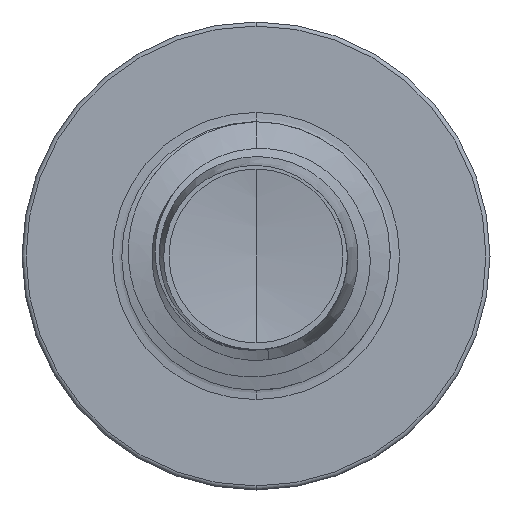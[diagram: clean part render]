
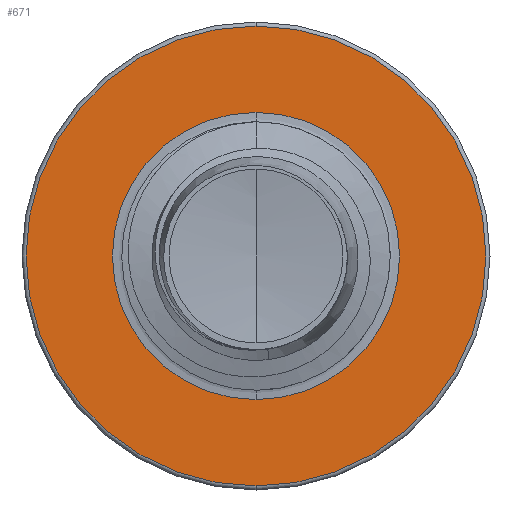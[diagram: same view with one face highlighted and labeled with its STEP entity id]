
A CAD part, front view. The second image highlights one B-rep face of the part: STEP entity #671.
In plain terms, the highlighted planar face has unit normal (0, -1, 0).
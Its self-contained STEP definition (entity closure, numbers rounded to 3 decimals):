
#128 = AXIS2_PLACEMENT_3D ( 'NONE', #10234, #6261, #1038 ) ;
#671 = ADVANCED_FACE ( 'NONE', ( #4638, #1232 ), #9991, .F. ) ;
#810 = VERTEX_POINT ( 'NONE', #6629 ) ;
#1038 = DIRECTION ( 'NONE',  ( 0., 0., 1. ) ) ;
#1232 = FACE_BOUND ( 'NONE', #3813, .T. ) ;
#1649 = CARTESIAN_POINT ( 'NONE',  ( 0., 3., 0. ) ) ;
#2635 = DIRECTION ( 'NONE',  ( 0., 0., 1. ) ) ;
#2805 = CARTESIAN_POINT ( 'NONE',  ( 0., 3., 0. ) ) ;
#2817 = CARTESIAN_POINT ( 'NONE',  ( 0., 3., 0. ) ) ;
#2993 = EDGE_CURVE ( 'NONE', #7538, #810, #10186, .T. ) ;
#3272 = ORIENTED_EDGE ( 'NONE', *, *, #3616, .T. ) ;
#3616 = EDGE_CURVE ( 'NONE', #5278, #6467, #9668, .T. ) ;
#3752 = DIRECTION ( 'NONE',  ( 0., 0., 1. ) ) ;
#3764 = DIRECTION ( 'NONE',  ( 0., 0., 1. ) ) ;
#3813 = EDGE_LOOP ( 'NONE', ( #3272, #9141 ) ) ;
#4638 = FACE_OUTER_BOUND ( 'NONE', #7324, .T. ) ;
#4672 = CARTESIAN_POINT ( 'NONE',  ( 0., 3., -1.872 ) ) ;
#4953 = EDGE_CURVE ( 'NONE', #810, #7538, #6720, .T. ) ;
#5278 = VERTEX_POINT ( 'NONE', #6730 ) ;
#5311 = ORIENTED_EDGE ( 'NONE', *, *, #2993, .F. ) ;
#5621 = AXIS2_PLACEMENT_3D ( 'NONE', #2817, #8077, #3764 ) ;
#6261 = DIRECTION ( 'NONE',  ( 0., 1., 0. ) ) ;
#6467 = VERTEX_POINT ( 'NONE', #4672 ) ;
#6629 = CARTESIAN_POINT ( 'NONE',  ( 0., 3., 2.998 ) ) ;
#6675 = AXIS2_PLACEMENT_3D ( 'NONE', #1649, #7317, #2635 ) ;
#6720 = CIRCLE ( 'NONE', #6675, 2.997 ) ;
#6730 = CARTESIAN_POINT ( 'NONE',  ( 0., 3., 1.872 ) ) ;
#6934 = ORIENTED_EDGE ( 'NONE', *, *, #4953, .F. ) ;
#7259 = EDGE_CURVE ( 'NONE', #6467, #5278, #7942, .T. ) ;
#7317 = DIRECTION ( 'NONE',  ( 0., 1., 0. ) ) ;
#7324 = EDGE_LOOP ( 'NONE', ( #6934, #5311 ) ) ;
#7538 = VERTEX_POINT ( 'NONE', #8218 ) ;
#7942 = CIRCLE ( 'NONE', #5621, 1.872 ) ;
#8069 = DIRECTION ( 'NONE',  ( 0., 1., 0. ) ) ;
#8077 = DIRECTION ( 'NONE',  ( 0., 1., 0. ) ) ;
#8218 = CARTESIAN_POINT ( 'NONE',  ( 0., 3., -2.997 ) ) ;
#8522 = AXIS2_PLACEMENT_3D ( 'NONE', #2805, #8069, #3752 ) ;
#8607 = AXIS2_PLACEMENT_3D ( 'NONE', #10027, #9974, #9973 ) ;
#9141 = ORIENTED_EDGE ( 'NONE', *, *, #7259, .T. ) ;
#9668 = CIRCLE ( 'NONE', #128, 1.872 ) ;
#9973 = DIRECTION ( 'NONE',  ( 0., 0., 1. ) ) ;
#9974 = DIRECTION ( 'NONE',  ( 0., 1., 0. ) ) ;
#9991 = PLANE ( 'NONE',  #8607 ) ;
#10027 = CARTESIAN_POINT ( 'NONE',  ( 0., 3., -1.872 ) ) ;
#10186 = CIRCLE ( 'NONE', #8522, 2.997 ) ;
#10234 = CARTESIAN_POINT ( 'NONE',  ( 0., 3., 0. ) ) ;
